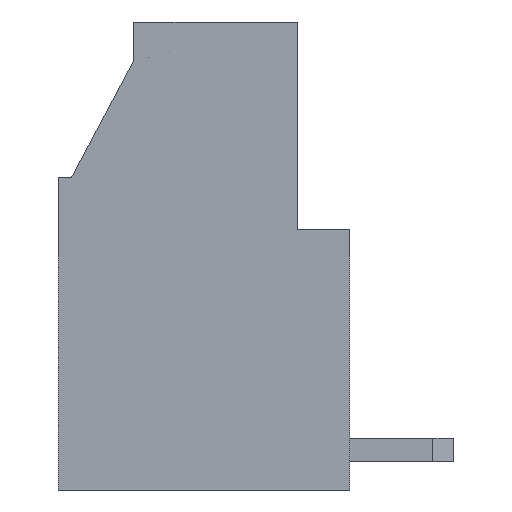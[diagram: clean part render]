
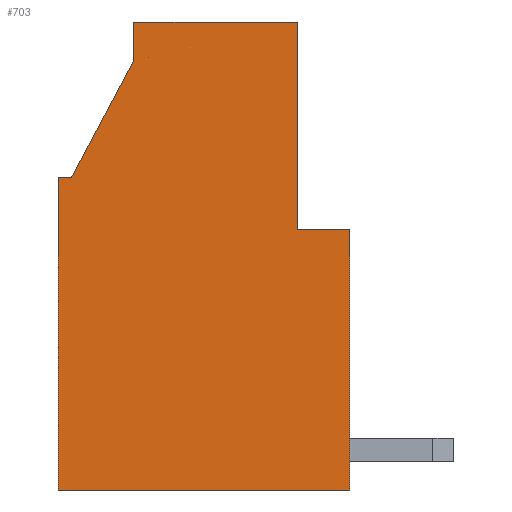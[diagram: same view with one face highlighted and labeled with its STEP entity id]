
A CAD part, front view. The second image highlights one B-rep face of the part: STEP entity #703.
In plain terms, the highlighted planar face has unit normal (0, -1, 0).
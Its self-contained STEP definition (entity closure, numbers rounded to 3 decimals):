
#703 = ADVANCED_FACE( '', ( #1543 ), #1544, .T. );
#1543 = FACE_OUTER_BOUND( '', #2531, .T. );
#1544 = PLANE( '', #2532 );
#2531 = EDGE_LOOP( '', ( #4443, #4444, #4445, #4446, #4447, #4448, #4449, #4450, #4451 ) );
#2532 = AXIS2_PLACEMENT_3D( '', #4452, #4453, #4454 );
#4443 = ORIENTED_EDGE( '', *, *, #6089, .F. );
#4444 = ORIENTED_EDGE( '', *, *, #6785, .F. );
#4445 = ORIENTED_EDGE( '', *, *, #6786, .F. );
#4446 = ORIENTED_EDGE( '', *, *, #6769, .F. );
#4447 = ORIENTED_EDGE( '', *, *, #6744, .F. );
#4448 = ORIENTED_EDGE( '', *, *, #6024, .F. );
#4449 = ORIENTED_EDGE( '', *, *, #6317, .T. );
#4450 = ORIENTED_EDGE( '', *, *, #6787, .T. );
#4451 = ORIENTED_EDGE( '', *, *, #6350, .T. );
#4452 = CARTESIAN_POINT( '', ( 11.37, 8.5, 20.06 ) );
#4453 = DIRECTION( '', ( 0., -1., 0. ) );
#4454 = DIRECTION( '', ( 1., 0., 0. ) );
#6024 = EDGE_CURVE( '', #7196, #7198, #7199, .T. );
#6089 = EDGE_CURVE( '', #7318, #7320, #7321, .T. );
#6317 = EDGE_CURVE( '', #7196, #7713, #7715, .T. );
#6350 = EDGE_CURVE( '', #7770, #7320, #7771, .T. );
#6744 = EDGE_CURVE( '', #7198, #8374, #8377, .T. );
#6769 = EDGE_CURVE( '', #8374, #8414, #8415, .T. );
#6785 = EDGE_CURVE( '', #8435, #7318, #8436, .T. );
#6786 = EDGE_CURVE( '', #8414, #8435, #8437, .T. );
#6787 = EDGE_CURVE( '', #7713, #7770, #8438, .T. );
#7196 = VERTEX_POINT( '', #8927 );
#7198 = VERTEX_POINT( '', #8930 );
#7199 = LINE( '', #8931, #8932 );
#7318 = VERTEX_POINT( '', #9107 );
#7320 = VERTEX_POINT( '', #9110 );
#7321 = LINE( '', #9111, #9112 );
#7713 = VERTEX_POINT( '', #9678 );
#7715 = LINE( '', #9681, #9682 );
#7770 = VERTEX_POINT( '', #9763 );
#7771 = LINE( '', #9764, #9765 );
#8374 = VERTEX_POINT( '', #10651 );
#8377 = LINE( '', #10656, #10657 );
#8414 = VERTEX_POINT( '', #10712 );
#8415 = LINE( '', #10713, #10714 );
#8435 = VERTEX_POINT( '', #10744 );
#8436 = LINE( '', #10745, #10746 );
#8437 = LINE( '', #10747, #10748 );
#8438 = LINE( '', #10749, #10750 );
#8927 = CARTESIAN_POINT( '', ( -2.45, 8.5, 19. ) );
#8930 = CARTESIAN_POINT( '', ( 3.85, 8.5, 19. ) );
#8931 = CARTESIAN_POINT( '', ( 6.85, 8.5, 19. ) );
#8932 = VECTOR( '', #11466, 1000. );
#9107 = CARTESIAN_POINT( '', ( -5.35, 8.5, 1. ) );
#9110 = CARTESIAN_POINT( '', ( -5.35, 8.5, 13. ) );
#9111 = CARTESIAN_POINT( '', ( -5.35, 8.5, 2.4 ) );
#9112 = VECTOR( '', #11524, 1000. );
#9678 = CARTESIAN_POINT( '', ( -2.45, 8.5, 17.5 ) );
#9681 = CARTESIAN_POINT( '', ( -2.45, 8.5, 2.4 ) );
#9682 = VECTOR( '', #11730, 1000. );
#9763 = CARTESIAN_POINT( '', ( -4.85, 8.5, 13. ) );
#9764 = CARTESIAN_POINT( '', ( 6.85, 8.5, 13. ) );
#9765 = VECTOR( '', #11757, 1000. );
#10651 = CARTESIAN_POINT( '', ( 3.85, 8.5, 11. ) );
#10656 = CARTESIAN_POINT( '', ( 3.85, 8.5, 2.4 ) );
#10657 = VECTOR( '', #12115, 1000. );
#10712 = CARTESIAN_POINT( '', ( 5.85, 8.5, 11. ) );
#10713 = CARTESIAN_POINT( '', ( 6.85, 8.5, 11. ) );
#10714 = VECTOR( '', #12134, 1000. );
#10744 = CARTESIAN_POINT( '', ( 5.85, 8.5, 1. ) );
#10745 = CARTESIAN_POINT( '', ( 6.85, 8.5, 1. ) );
#10746 = VECTOR( '', #12145, 1000. );
#10747 = CARTESIAN_POINT( '', ( 5.85, 8.5, 2.4 ) );
#10748 = VECTOR( '', #12146, 1000. );
#10749 = CARTESIAN_POINT( '', ( -10.503, 8.5, 2.4 ) );
#10750 = VECTOR( '', #12147, 1000. );
#11466 = DIRECTION( '', ( 1., 0., 0. ) );
#11524 = DIRECTION( '', ( 0., 0., 1. ) );
#11730 = DIRECTION( '', ( 0., 0., -1. ) );
#11757 = DIRECTION( '', ( -1., 0., 0. ) );
#12115 = DIRECTION( '', ( 0., 0., -1. ) );
#12134 = DIRECTION( '', ( 1., 0., 0. ) );
#12145 = DIRECTION( '', ( -1., 0., 0. ) );
#12146 = DIRECTION( '', ( 0., 0., -1. ) );
#12147 = DIRECTION( '', ( -0.471, 0., -0.882 ) );
